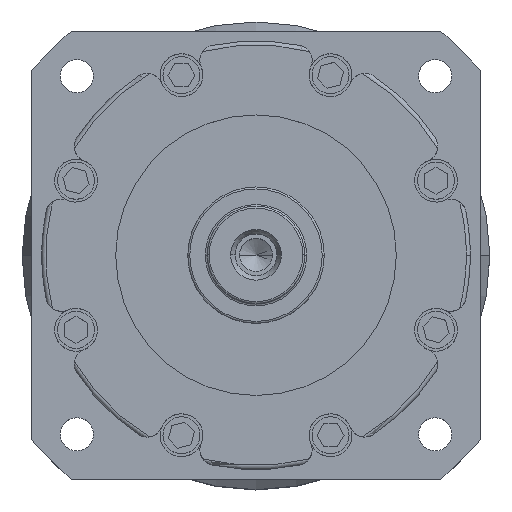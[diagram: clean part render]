
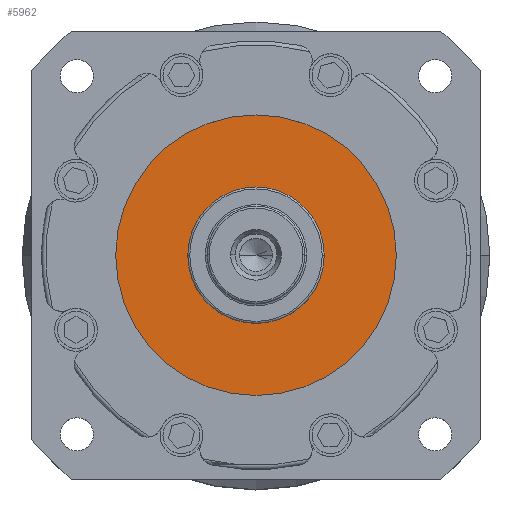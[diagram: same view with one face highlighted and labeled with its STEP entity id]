
A CAD part, top view. The second image highlights one B-rep face of the part: STEP entity #5962.
In plain terms, the highlighted planar face has unit normal (0, 0, 1).
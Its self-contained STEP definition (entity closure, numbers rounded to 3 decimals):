
#258 = AXIS2_PLACEMENT_3D ( 'NONE', #4809, #374, #5539 ) ;
#374 = DIRECTION ( 'NONE',  ( 0., 0., 1. ) ) ;
#763 = FACE_BOUND ( 'NONE', #1088, .T. ) ;
#1088 = EDGE_LOOP ( 'NONE', ( #2534, #1905 ) ) ;
#1171 = AXIS2_PLACEMENT_3D ( 'NONE', #3057, #8235, #3826 ) ;
#1241 = VERTEX_POINT ( 'NONE', #5179 ) ;
#1305 = ORIENTED_EDGE ( 'NONE', *, *, #4399, .T. ) ;
#1343 = DIRECTION ( 'NONE',  ( 0., 0., 1. ) ) ;
#1384 = AXIS2_PLACEMENT_3D ( 'NONE', #3466, #8610, #4191 ) ;
#1577 = CIRCLE ( 'NONE', #1171, 17.5 ) ;
#1905 = ORIENTED_EDGE ( 'NONE', *, *, #2773, .F. ) ;
#2534 = ORIENTED_EDGE ( 'NONE', *, *, #9548, .F. ) ;
#2628 = CARTESIAN_POINT ( 'NONE',  ( 36., 0., 143. ) ) ;
#2694 = VERTEX_POINT ( 'NONE', #2628 ) ;
#2773 = EDGE_CURVE ( 'NONE', #5458, #4123, #7422, .T. ) ;
#3057 = CARTESIAN_POINT ( 'NONE',  ( 0., 0., 143. ) ) ;
#3104 = CARTESIAN_POINT ( 'NONE',  ( 17.5, 0., 143. ) ) ;
#3466 = CARTESIAN_POINT ( 'NONE',  ( 0., 0., 143. ) ) ;
#3826 = DIRECTION ( 'NONE',  ( 1., 0., 0. ) ) ;
#4123 = VERTEX_POINT ( 'NONE', #5213 ) ;
#4191 = DIRECTION ( 'NONE',  ( 1., 0., 0. ) ) ;
#4203 = AXIS2_PLACEMENT_3D ( 'NONE', #8641, #4211, #9390 ) ;
#4211 = DIRECTION ( 'NONE',  ( 0., 0., 1. ) ) ;
#4399 = EDGE_CURVE ( 'NONE', #1241, #2694, #5826, .T. ) ;
#4466 = FACE_OUTER_BOUND ( 'NONE', #8795, .T. ) ;
#4809 = CARTESIAN_POINT ( 'NONE',  ( 0., 0., 143. ) ) ;
#5011 = AXIS2_PLACEMENT_3D ( 'NONE', #8703, #1343, #6482 ) ;
#5179 = CARTESIAN_POINT ( 'NONE',  ( -36., 0., 143. ) ) ;
#5213 = CARTESIAN_POINT ( 'NONE',  ( -17.5, 0., 143. ) ) ;
#5458 = VERTEX_POINT ( 'NONE', #3104 ) ;
#5475 = CIRCLE ( 'NONE', #258, 36. ) ;
#5539 = DIRECTION ( 'NONE',  ( 1., 0., 0. ) ) ;
#5728 = ORIENTED_EDGE ( 'NONE', *, *, #7462, .T. ) ;
#5826 = CIRCLE ( 'NONE', #1384, 36. ) ;
#5962 = ADVANCED_FACE ( 'NONE', ( #763, #4466 ), #6458, .T. ) ;
#6458 = PLANE ( 'NONE',  #5011 ) ;
#6482 = DIRECTION ( 'NONE',  ( 1., 0., 0. ) ) ;
#7422 = CIRCLE ( 'NONE', #4203, 17.5 ) ;
#7462 = EDGE_CURVE ( 'NONE', #2694, #1241, #5475, .T. ) ;
#8235 = DIRECTION ( 'NONE',  ( 0., 0., 1. ) ) ;
#8610 = DIRECTION ( 'NONE',  ( 0., 0., 1. ) ) ;
#8641 = CARTESIAN_POINT ( 'NONE',  ( 0., 0., 143. ) ) ;
#8703 = CARTESIAN_POINT ( 'NONE',  ( 0., 0., 143. ) ) ;
#8795 = EDGE_LOOP ( 'NONE', ( #5728, #1305 ) ) ;
#9390 = DIRECTION ( 'NONE',  ( 1., 0., 0. ) ) ;
#9548 = EDGE_CURVE ( 'NONE', #4123, #5458, #1577, .T. ) ;
